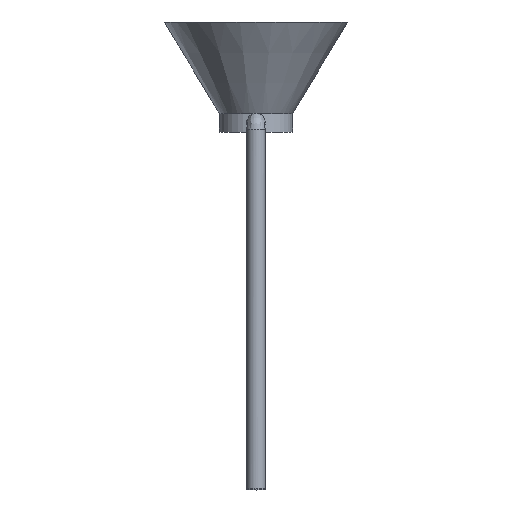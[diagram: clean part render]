
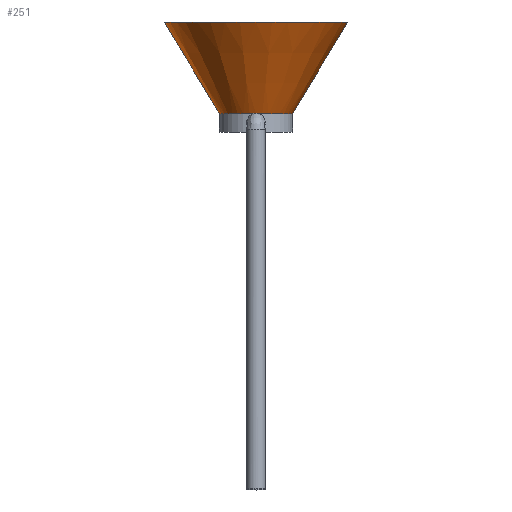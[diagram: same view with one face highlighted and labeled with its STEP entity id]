
A CAD part, top view. The second image highlights one B-rep face of the part: STEP entity #251.
In plain terms, the highlighted conical face has half-angle 30.964 degrees and reference radius 2.5 mm.
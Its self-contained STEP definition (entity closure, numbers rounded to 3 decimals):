
#16=CONICAL_SURFACE('',#313,2.5,0.54);
#47=FACE_OUTER_BOUND('',#64,.T.);
#64=EDGE_LOOP('',(#218,#219,#220,#221,#222,#223));
#85=CIRCLE('',#311,1.);
#86=CIRCLE('',#312,1.);
#87=CIRCLE('',#314,2.5);
#88=CIRCLE('',#315,1.);
#98=LINE('',#530,#107);
#107=VECTOR('',#399,2.5);
#126=VERTEX_POINT('',#521);
#127=VERTEX_POINT('',#523);
#128=VERTEX_POINT('',#525);
#129=VERTEX_POINT('',#529);
#157=EDGE_CURVE('',#127,#126,#85,.T.);
#158=EDGE_CURVE('',#128,#127,#86,.T.);
#160=EDGE_CURVE('',#127,#129,#98,.T.);
#161=EDGE_CURVE('',#129,#129,#87,.T.);
#162=EDGE_CURVE('',#126,#128,#88,.T.);
#218=ORIENTED_EDGE('',*,*,#158,.T.);
#219=ORIENTED_EDGE('',*,*,#160,.T.);
#220=ORIENTED_EDGE('',*,*,#161,.T.);
#221=ORIENTED_EDGE('',*,*,#160,.F.);
#222=ORIENTED_EDGE('',*,*,#157,.T.);
#223=ORIENTED_EDGE('',*,*,#162,.T.);
#251=ADVANCED_FACE('',(#47),#16,.T.);
#311=AXIS2_PLACEMENT_3D('',#524,#392,#393);
#312=AXIS2_PLACEMENT_3D('',#526,#394,#395);
#313=AXIS2_PLACEMENT_3D('',#528,#397,#398);
#314=AXIS2_PLACEMENT_3D('',#531,#400,#401);
#315=AXIS2_PLACEMENT_3D('',#532,#402,#403);
#392=DIRECTION('center_axis',(0.,1.,0.));
#393=DIRECTION('ref_axis',(-1.,0.,0.));
#394=DIRECTION('center_axis',(0.,1.,0.));
#395=DIRECTION('ref_axis',(-1.,0.,0.));
#397=DIRECTION('center_axis',(0.,1.,0.));
#398=DIRECTION('ref_axis',(-1.,0.,0.));
#399=DIRECTION('',(0.514,0.857,0.));
#400=DIRECTION('center_axis',(0.,-1.,0.));
#401=DIRECTION('ref_axis',(-1.,0.,0.));
#402=DIRECTION('center_axis',(0.,1.,0.));
#403=DIRECTION('ref_axis',(-1.,0.,0.));
#521=CARTESIAN_POINT('',(0.,0.5,-1.));
#523=CARTESIAN_POINT('',(1.,0.5,0.));
#524=CARTESIAN_POINT('Origin',(0.,0.5,0.));
#525=CARTESIAN_POINT('',(0.,0.5,1.));
#526=CARTESIAN_POINT('Origin',(0.,0.5,0.));
#528=CARTESIAN_POINT('Origin',(0.,3.,0.));
#529=CARTESIAN_POINT('',(2.5,3.,0.));
#530=CARTESIAN_POINT('',(2.5,3.,0.));
#531=CARTESIAN_POINT('Origin',(0.,3.,0.));
#532=CARTESIAN_POINT('Origin',(0.,0.5,0.));
